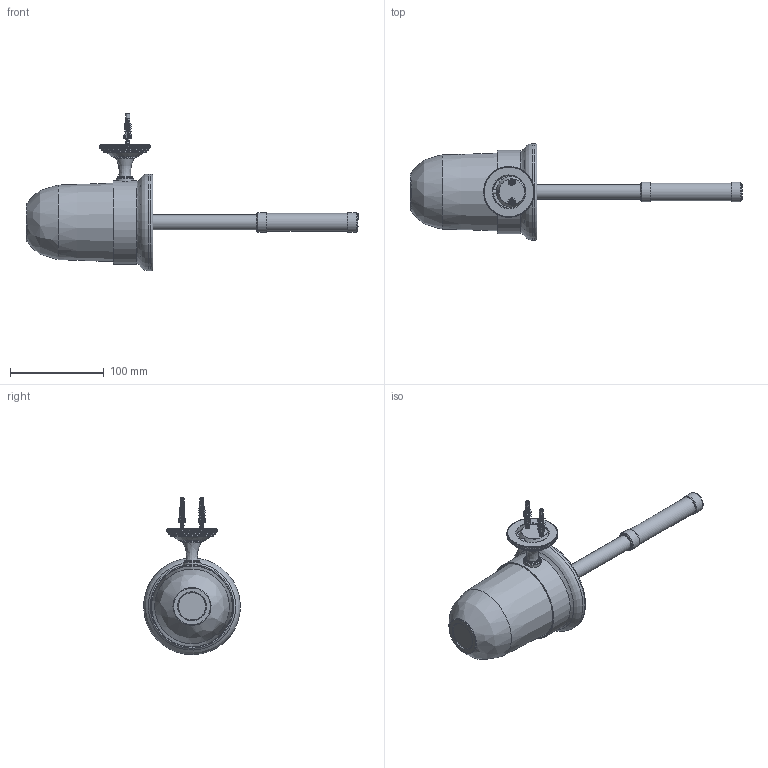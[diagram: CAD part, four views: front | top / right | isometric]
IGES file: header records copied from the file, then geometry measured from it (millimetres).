
Global section: file name: No Iges File Name specified; native system: Autodesk Inventor 2012; preprocessor: AutoDesk Inventor Iges Exporter R2012; author: adaniels; date: 20130320.075125; units: millimetre
Bounding box: 353.29 x 102.95 x 167.6 mm (x, y, z)
Volume: 336424.2 mm3; surface area: 206929.1 mm2
Topology: 105 solids, 105 shells, 1636 faces, 3497 edges, 2165 vertices
Faces by surface type: plane 911, cone 291, cylinder 227, revolution 177, torus 23, bspline 6, sphere 1
Full cylindrical faces by diameter (mm): 3 x88, 3.92 x2, 4 x1, 5 x1, 6.88 x1, 7.938 x1, 8.2 x2, 10 x1, 15.875 x1, 16.1 x1, 17.4 x2, 18.5 x1, 18.6 x2, 19.05 x1, 21 x2, 25 x1, 27 x1, 29 x1, 33.238 x1, 40 x1, 46 x1, 50 x1, 81 x1, 89 x1, 103 x1
